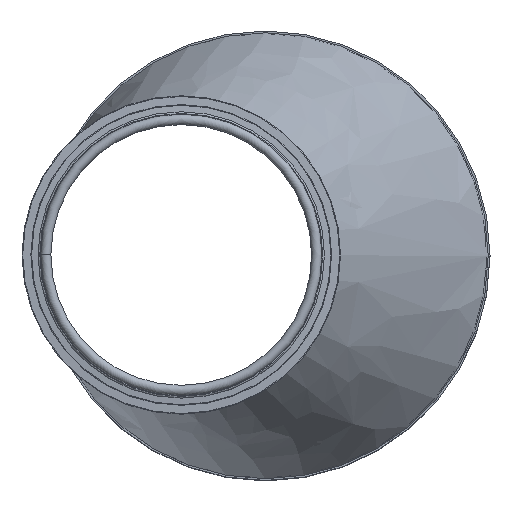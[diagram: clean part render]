
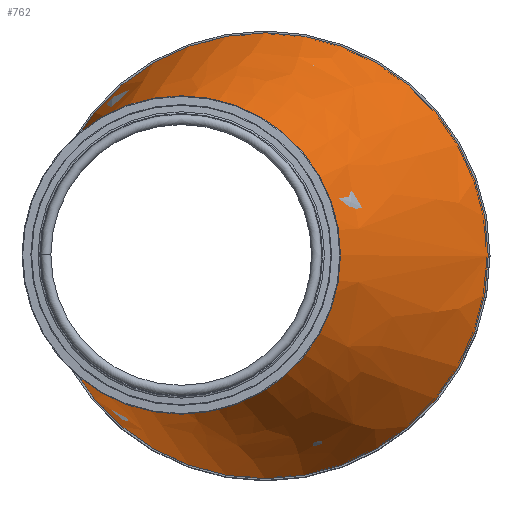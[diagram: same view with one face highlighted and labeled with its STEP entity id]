
A CAD part, top view. The second image highlights one B-rep face of the part: STEP entity #762.
In plain terms, the highlighted free-form (B-spline) face has degree [1, 2] with [2, 9] control points.
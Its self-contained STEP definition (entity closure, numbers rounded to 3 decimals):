
#247=CARTESIAN_POINT('',(86.225,0.0,-66.0));
#248=VERTEX_POINT('',#247);
#249=CARTESIAN_POINT('',(23.6,0.0,-66.0));
#250=DIRECTION('',(0.0,0.0,1.0));
#251=DIRECTION('',(1.0,0.0,0.0));
#252=AXIS2_PLACEMENT_3D('',#249,#250,#251);
#253=CIRCLE('',#252,62.625);
#254=EDGE_CURVE('',#248,#248,#253,.T.);
#525=CARTESIAN_POINT('',(39.025,0.0,0.0));
#526=VERTEX_POINT('',#525);
#527=CARTESIAN_POINT('',(-39.025,0.,0.0));
#528=VERTEX_POINT('',#527);
#713=CARTESIAN_POINT('',(0.0,0.0,0.0));
#714=DIRECTION('',(0.0,0.0,-1.0));
#715=DIRECTION('',(1.0,0.0,0.0));
#716=AXIS2_PLACEMENT_3D('',#713,#714,#715);
#717=CIRCLE('',#716,39.025);
#718=EDGE_CURVE('',#528,#526,#717,.T.);
#723=CARTESIAN_POINT('',(-7.282,35.196,10.183));
#724=CARTESIAN_POINT('',(23.6,69.438,-86.089));
#725=CARTESIAN_POINT('',(-39.025,35.196,0.));
#726=CARTESIAN_POINT('',(-39.025,69.438,-106.178));
#727=CARTESIAN_POINT('',(-39.025,0.,0.));
#728=CARTESIAN_POINT('',(-39.025,0.,-106.178));
#729=CARTESIAN_POINT('',(-39.025,-35.196,0.));
#730=CARTESIAN_POINT('',(-39.025,-69.438,-106.178));
#731=CARTESIAN_POINT('',(-7.282,-35.196,10.183));
#732=CARTESIAN_POINT('',(23.6,-69.438,-86.089));
#733=CARTESIAN_POINT('',(24.461,-35.196,20.365));
#734=CARTESIAN_POINT('',(86.225,-69.438,-66.));
#735=CARTESIAN_POINT('',(24.461,0.,20.365));
#736=CARTESIAN_POINT('',(86.225,0.,-66.));
#737=CARTESIAN_POINT('',(24.461,35.196,20.365));
#738=CARTESIAN_POINT('',(86.225,69.438,-66.));
#739=CARTESIAN_POINT('',(-7.282,35.196,10.183));
#740=CARTESIAN_POINT('',(23.6,69.438,-86.089));
#748=(BOUNDED_SURFACE()B_SPLINE_SURFACE(1,2,((#723,#725,#727,#729,#731,#733,#735,#737,#739),(#724,#726,#728,#730,#732,#734,#736,#738,#740)),.UNSPECIFIED.,.F.,.T.,.U.)B_SPLINE_SURFACE_WITH_KNOTS((2,2),(3,2,2,2,3),(-1.375,0.321),(0.0,98.896,197.792,296.688,395.584),.UNSPECIFIED.)GEOMETRIC_REPRESENTATION_ITEM()RATIONAL_B_SPLINE_SURFACE(((1.0,0.707,1.0,0.707,1.0,0.707,1.0,0.707,1.0),(1.0,0.707,1.0,0.707,1.0,0.707,1.0,0.707,1.0)))REPRESENTATION_ITEM('')SURFACE());
#749=CARTESIAN_POINT('',(0.0,0.0,0.0));
#750=DIRECTION('',(0.0,0.0,-1.0));
#751=DIRECTION('',(1.0,0.0,0.0));
#752=AXIS2_PLACEMENT_3D('',#749,#750,#751);
#753=CIRCLE('',#752,39.025);
#754=EDGE_CURVE('',#526,#528,#753,.T.);
#755=ORIENTED_EDGE('',*,*,#754,.T.);
#756=ORIENTED_EDGE('',*,*,#718,.T.);
#757=EDGE_LOOP('',(#755,#756));
#758=FACE_OUTER_BOUND('',#757,.T.);
#759=ORIENTED_EDGE('',*,*,#254,.T.);
#760=EDGE_LOOP('',(#759));
#761=FACE_BOUND('',#760,.T.);
#762=ADVANCED_FACE('',(#758,#761),#748,.T.);
